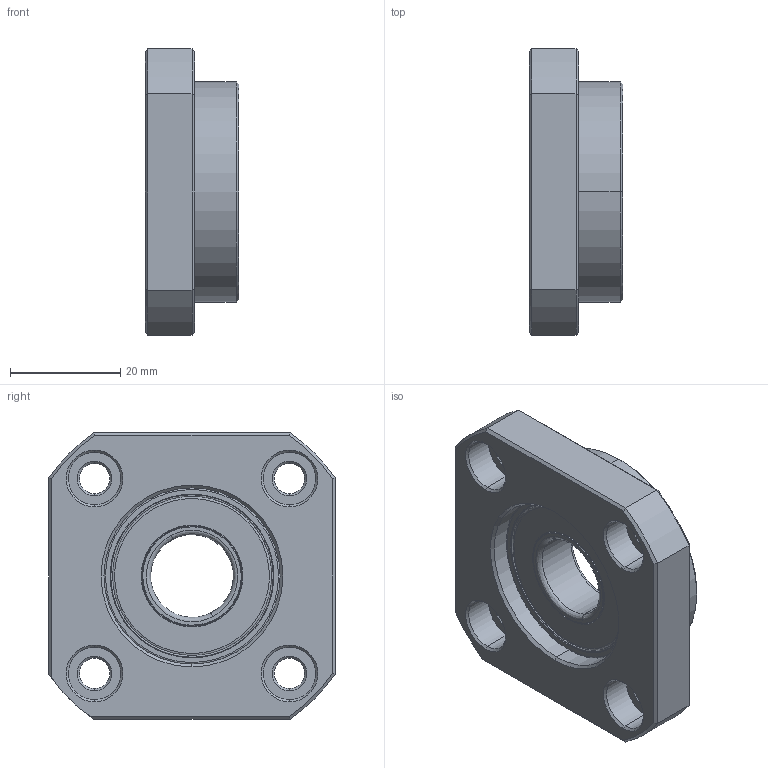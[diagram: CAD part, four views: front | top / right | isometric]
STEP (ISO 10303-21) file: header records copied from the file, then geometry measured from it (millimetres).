
FILE_DESCRIPTION (( 'STEP AP203' ), '1' );
FILE_NAME ('FF-WBF12.STEP', '2015-03-16T19:35:51', ( 'Jim Meade' ), ( 'Hewlett-Packard' ), 'SwSTEP 2.0', 'SolidWorks 2015', '' );
FILE_SCHEMA (( 'CONFIG_CONTROL_DESIGN' ));
Length unit declared in the file: millimetre
Products named in the file (8): 6002ｽOｽｷ+ｦ; +vｻ]3.96875; 6002恧吋; 6002ｦｦ+_; 6002; FF15; FF-WBF12; 6002韘吋
Assembly tree (14 placements, depth 3):
  FF-WBF12
    FF15
    6002
      6002韘吋
      6002ｽOｽｷ+ｦ
      +vｻ]3.96875  x7
      6002恧吋
      6002ｦｦ+_  x2
Bounding box: 17 x 52 x 52 mm (x, y, z)
Volume: 21052.5 mm3; surface area: 14882.4 mm2
Topology: 13 solids, 13 shells, 275 faces, 651 edges, 382 vertices
Faces by surface type: plane 81, cylinder 77, bspline 76, cone 41
Entity records: 10092 total; most frequent: CARTESIAN_POINT 3666, ORIENTED_EDGE 1158, DIRECTION 1130, EDGE_CURVE 579, AXIS2_PLACEMENT_3D 464, VERTEX_POINT 352, EDGE_LOOP 273, CIRCLE 255
